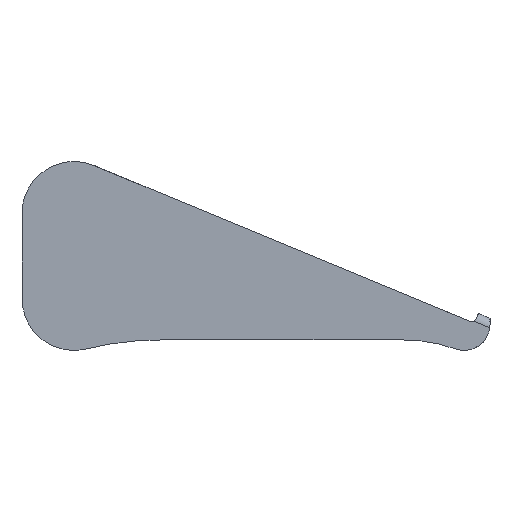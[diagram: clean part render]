
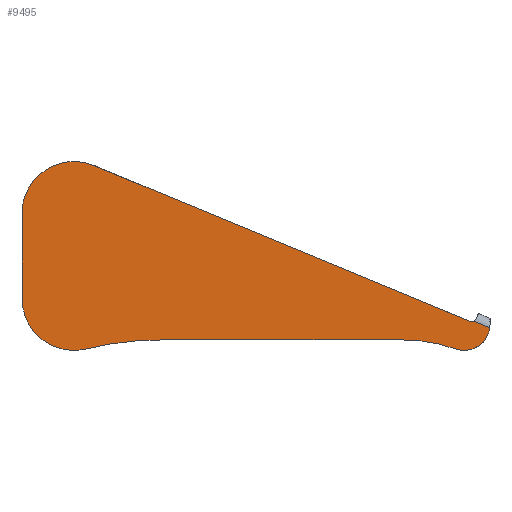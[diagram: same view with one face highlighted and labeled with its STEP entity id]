
A CAD part, left-side view. The second image highlights one B-rep face of the part: STEP entity #9495.
In plain terms, the highlighted planar face has unit normal (-1, 0, 0).
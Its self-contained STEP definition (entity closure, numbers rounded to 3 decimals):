
#392=CARTESIAN_POINT('',(-112.5,-112.398,10.908));
#393=VERTEX_POINT('',#392);
#404=CARTESIAN_POINT('',(-112.5,-95.835,0.714));
#405=VERTEX_POINT('',#404);
#406=CARTESIAN_POINT('',(-112.5,-100.,12.5));
#407=DIRECTION('',(1.,-0.,-0.));
#408=DIRECTION('',(0.,0.,1.));
#409=AXIS2_PLACEMENT_3D('',#406,#407,#408);
#410=CIRCLE('',#409,12.5);
#411=EDGE_CURVE('',#393,#405,#410,.T.);
#3296=CARTESIAN_POINT('',(-112.5,77.933,88.88));
#3297=VERTEX_POINT('',#3296);
#3304=CARTESIAN_POINT('',(-112.5,-102.701,14.059));
#3305=VERTEX_POINT('',#3304);
#3306=CARTESIAN_POINT('',(-112.5,77.933,88.88));
#3307=DIRECTION('',(-0.,-0.924,-0.383));
#3308=VECTOR('',#3307,195.517);
#3309=LINE('',#3306,#3308);
#3310=EDGE_CURVE('',#3297,#3305,#3309,.T.);
#3355=CARTESIAN_POINT('',(-112.5,-104.7,14.097));
#3356=VERTEX_POINT('',#3355);
#3357=CARTESIAN_POINT('',(-112.5,-103.657,16.369));
#3358=DIRECTION('',(-1.,0.,0.));
#3359=DIRECTION('',(0.,0.,1.));
#3360=AXIS2_PLACEMENT_3D('',#3357,#3358,#3359);
#3361=CIRCLE('',#3360,2.5);
#3362=EDGE_CURVE('',#3305,#3356,#3361,.T.);
#9429=CARTESIAN_POINT('',(-112.5,-2.5,0.));
#9430=DIRECTION('',(1.,0.,0.));
#9431=DIRECTION('',(0.,1.,0.));
#9432=AXIS2_PLACEMENT_3D('',#9429,#9430,#9431);
#9433=PLANE('',#9432);
#9434=ORIENTED_EDGE('',*,*,#411,.F.);
#9435=CARTESIAN_POINT('',(-112.5,-112.398,10.908));
#9436=DIRECTION('',(0.,0.924,0.383));
#9437=VECTOR('',#9436,8.332);
#9438=LINE('',#9435,#9437);
#9439=EDGE_CURVE('',#393,#3356,#9438,.T.);
#9440=ORIENTED_EDGE('',*,*,#9439,.T.);
#9441=ORIENTED_EDGE('',*,*,#3362,.F.);
#9442=ORIENTED_EDGE('',*,*,#3310,.F.);
#9443=CARTESIAN_POINT('',(-112.5,112.5,65.783));
#9444=VERTEX_POINT('',#9443);
#9445=CARTESIAN_POINT('',(-112.5,87.5,65.783));
#9446=DIRECTION('',(1.,-0.,-0.));
#9447=DIRECTION('',(0.,0.,1.));
#9448=AXIS2_PLACEMENT_3D('',#9445,#9446,#9447);
#9449=CIRCLE('',#9448,25.);
#9450=EDGE_CURVE('',#9444,#3297,#9449,.T.);
#9451=ORIENTED_EDGE('',*,*,#9450,.F.);
#9452=CARTESIAN_POINT('',(-112.5,112.5,25.));
#9453=VERTEX_POINT('',#9452);
#9454=CARTESIAN_POINT('',(-112.5,112.5,65.783));
#9455=DIRECTION('',(-0.,-0.,-1.));
#9456=VECTOR('',#9455,40.783);
#9457=LINE('',#9454,#9456);
#9458=EDGE_CURVE('',#9444,#9453,#9457,.T.);
#9459=ORIENTED_EDGE('',*,*,#9458,.T.);
#9460=CARTESIAN_POINT('',(-112.5,81.567,0.714));
#9461=VERTEX_POINT('',#9460);
#9462=CARTESIAN_POINT('',(-112.5,87.5,25.));
#9463=DIRECTION('',(-1.,-0.,-0.));
#9464=DIRECTION('',(0.,0.,-1.));
#9465=AXIS2_PLACEMENT_3D('',#9462,#9463,#9464);
#9466=CIRCLE('',#9465,25.);
#9467=EDGE_CURVE('',#9453,#9461,#9466,.T.);
#9468=ORIENTED_EDGE('',*,*,#9467,.T.);
#9469=CARTESIAN_POINT('',(-112.5,45.967,5.));
#9470=VERTEX_POINT('',#9469);
#9471=CARTESIAN_POINT('',(-112.5,45.967,-145.));
#9472=DIRECTION('',(1.,0.,0.));
#9473=DIRECTION('',(0.,0.,-1.));
#9474=AXIS2_PLACEMENT_3D('',#9471,#9472,#9473);
#9475=CIRCLE('',#9474,150.);
#9476=EDGE_CURVE('',#9461,#9470,#9475,.T.);
#9477=ORIENTED_EDGE('',*,*,#9476,.T.);
#9478=CARTESIAN_POINT('',(-112.5,-70.845,5.));
#9479=VERTEX_POINT('',#9478);
#9480=CARTESIAN_POINT('',(-112.5,-70.845,5.));
#9481=DIRECTION('',(-0.,1.,-0.));
#9482=VECTOR('',#9481,116.812);
#9483=LINE('',#9480,#9482);
#9484=EDGE_CURVE('',#9479,#9470,#9483,.T.);
#9485=ORIENTED_EDGE('',*,*,#9484,.F.);
#9486=CARTESIAN_POINT('',(-112.5,-70.845,-70.));
#9487=DIRECTION('',(-1.,0.,0.));
#9488=DIRECTION('',(0.,0.,1.));
#9489=AXIS2_PLACEMENT_3D('',#9486,#9487,#9488);
#9490=CIRCLE('',#9489,75.);
#9491=EDGE_CURVE('',#405,#9479,#9490,.T.);
#9492=ORIENTED_EDGE('',*,*,#9491,.F.);
#9493=EDGE_LOOP('',(#9434,#9440,#9441,#9442,#9451,#9459,#9468,#9477,#9485,#9492));
#9494=FACE_BOUND('',#9493,.T.);
#9495=ADVANCED_FACE('',(#9494),#9433,.F.);
